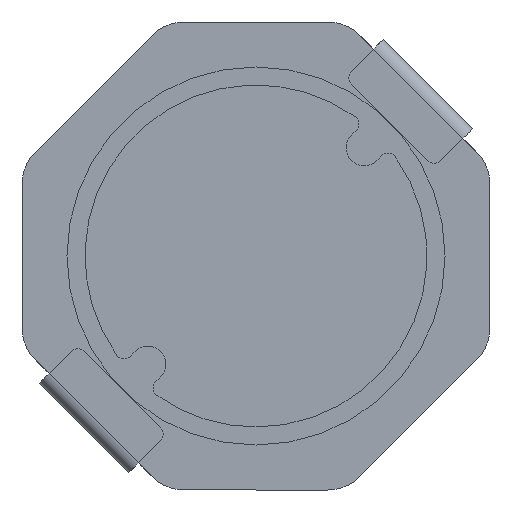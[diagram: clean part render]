
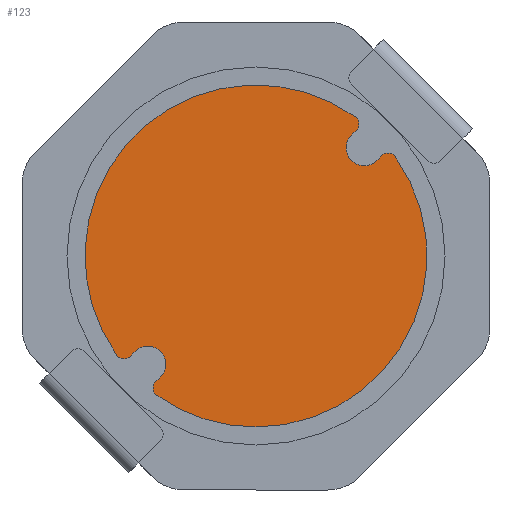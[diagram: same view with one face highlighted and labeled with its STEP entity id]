
A CAD part, front view. The second image highlights one B-rep face of the part: STEP entity #123.
In plain terms, the highlighted planar face has unit normal (0, -1, 0).
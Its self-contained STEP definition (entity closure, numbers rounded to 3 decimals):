
#17 = EDGE_CURVE ( 'NONE', #2191, #771, #1531, .T. ) ;
#18 = CIRCLE ( 'NONE', #1148, 0.1 ) ;
#102 = CARTESIAN_POINT ( 'NONE',  ( 1.344, 0.1, 1.061 ) ) ;
#113 = CARTESIAN_POINT ( 'NONE',  ( -1.344, 0.1, -1.061 ) ) ;
#123 = ADVANCED_FACE ( 'NONE', ( #2710 ), #2971, .F. ) ;
#162 = VERTEX_POINT ( 'NONE', #296 ) ;
#210 = ORIENTED_EDGE ( 'NONE', *, *, #17, .T. ) ;
#224 = EDGE_CURVE ( 'NONE', #1500, #1453, #3903, .T. ) ;
#249 = DIRECTION ( 'NONE',  ( 0.707, 0., 0.707 ) ) ;
#258 = ORIENTED_EDGE ( 'NONE', *, *, #4334, .T. ) ;
#266 = DIRECTION ( 'NONE',  ( 0., 0., -1. ) ) ;
#273 = CARTESIAN_POINT ( 'NONE',  ( 1.202, 0.1, 1.002 ) ) ;
#292 = CIRCLE ( 'NONE', #2347, 0.1 ) ;
#296 = CARTESIAN_POINT ( 'NONE',  ( 1.061, 0.1, 1.344 ) ) ;
#312 = AXIS2_PLACEMENT_3D ( 'NONE', #2963, #4288, #940 ) ;
#376 = CARTESIAN_POINT ( 'NONE',  ( 1.101, 0.1, 1.549 ) ) ;
#378 = ORIENTED_EDGE ( 'NONE', *, *, #2689, .T. ) ;
#462 = CARTESIAN_POINT ( 'NONE',  ( 1.396, 0.1, 1.114 ) ) ;
#512 = DIRECTION ( 'NONE',  ( 0., 0., 1. ) ) ;
#522 = CARTESIAN_POINT ( 'NONE',  ( 0., 0.1, 0. ) ) ;
#579 = EDGE_CURVE ( 'NONE', #4280, #2251, #957, .T. ) ;
#595 = EDGE_CURVE ( 'NONE', #3406, #162, #630, .T. ) ;
#614 = CIRCLE ( 'NONE', #4329, 1.9 ) ;
#630 = CIRCLE ( 'NONE', #312, 0.2 ) ;
#652 = VECTOR ( 'NONE', #249, 1000. ) ;
#656 = DIRECTION ( 'NONE',  ( 0., -1., 0. ) ) ;
#686 = ORIENTED_EDGE ( 'NONE', *, *, #3456, .T. ) ;
#716 = VERTEX_POINT ( 'NONE', #3641 ) ;
#771 = VERTEX_POINT ( 'NONE', #1337 ) ;
#799 = CARTESIAN_POINT ( 'NONE',  ( -1.467, 0.1, -1.043 ) ) ;
#824 = DIRECTION ( 'NONE',  ( 0., -1., 0. ) ) ;
#895 = DIRECTION ( 'NONE',  ( 0., 0., -1. ) ) ;
#925 = CARTESIAN_POINT ( 'NONE',  ( -1.114, 0.1, -1.396 ) ) ;
#940 = DIRECTION ( 'NONE',  ( 0., 0., -1. ) ) ;
#957 = LINE ( 'NONE', #462, #2298 ) ;
#964 = CARTESIAN_POINT ( 'NONE',  ( 2.1, 0.1, 0.799 ) ) ;
#999 = VECTOR ( 'NONE', #1579, 1000. ) ;
#1008 = VERTEX_POINT ( 'NONE', #1113 ) ;
#1016 = DIRECTION ( 'NONE',  ( 0., -1., 0. ) ) ;
#1054 = CARTESIAN_POINT ( 'NONE',  ( -1.467, 0.1, -1.043 ) ) ;
#1085 = LINE ( 'NONE', #1568, #652 ) ;
#1097 = DIRECTION ( 'NONE',  ( 0., -1., 0. ) ) ;
#1113 = CARTESIAN_POINT ( 'NONE',  ( -1.061, 0.1, -1.344 ) ) ;
#1148 = AXIS2_PLACEMENT_3D ( 'NONE', #2408, #1016, #2059 ) ;
#1150 = DIRECTION ( 'NONE',  ( 0., 0., -1. ) ) ;
#1321 = AXIS2_PLACEMENT_3D ( 'NONE', #2340, #4304, #266 ) ;
#1333 = DIRECTION ( 'NONE',  ( 0., -1., 0. ) ) ;
#1337 = CARTESIAN_POINT ( 'NONE',  ( -1.101, 0.1, -1.549 ) ) ;
#1378 = CARTESIAN_POINT ( 'NONE',  ( 1.114, 0.1, 1.396 ) ) ;
#1400 = EDGE_CURVE ( 'NONE', #3388, #2416, #292, .T. ) ;
#1435 = DIRECTION ( 'NONE',  ( 0.707, 0., 0.707 ) ) ;
#1453 = VERTEX_POINT ( 'NONE', #376 ) ;
#1500 = VERTEX_POINT ( 'NONE', #1378 ) ;
#1507 = LINE ( 'NONE', #3125, #2065 ) ;
#1511 = AXIS2_PLACEMENT_3D ( 'NONE', #4065, #656, #2049 ) ;
#1531 = CIRCLE ( 'NONE', #1321, 0.1 ) ;
#1534 = EDGE_CURVE ( 'NONE', #1453, #716, #2486, .T. ) ;
#1562 = CARTESIAN_POINT ( 'NONE',  ( 1.396, 0.1, 1.114 ) ) ;
#1568 = CARTESIAN_POINT ( 'NONE',  ( -1.396, 0.1, -1.114 ) ) ;
#1579 = DIRECTION ( 'NONE',  ( -0.707, 0., -0.707 ) ) ;
#1601 = AXIS2_PLACEMENT_3D ( 'NONE', #4196, #2553, #512 ) ;
#1650 = DIRECTION ( 'NONE',  ( 0., 0., 1. ) ) ;
#1762 = ORIENTED_EDGE ( 'NONE', *, *, #3970, .T. ) ;
#1801 = CIRCLE ( 'NONE', #2241, 0.1 ) ;
#1811 = DIRECTION ( 'NONE',  ( 0., 0., 1. ) ) ;
#1932 = EDGE_LOOP ( 'NONE', ( #4000, #2713, #4017, #3032, #4048, #1762, #2621, #4027, #378, #686, #210, #2203, #2436, #258, #3447 ) ) ;
#2011 = EDGE_CURVE ( 'NONE', #771, #4220, #614, .T. ) ;
#2049 = DIRECTION ( 'NONE',  ( 0., 0., -1. ) ) ;
#2059 = DIRECTION ( 'NONE',  ( 0., 0., 1. ) ) ;
#2065 = VECTOR ( 'NONE', #1435, 1000. ) ;
#2095 = EDGE_CURVE ( 'NONE', #162, #1500, #1507, .T. ) ;
#2191 = VERTEX_POINT ( 'NONE', #2211 ) ;
#2203 = ORIENTED_EDGE ( 'NONE', *, *, #2011, .T. ) ;
#2211 = CARTESIAN_POINT ( 'NONE',  ( -1.114, 0.1, -1.396 ) ) ;
#2241 = AXIS2_PLACEMENT_3D ( 'NONE', #799, #3797, #1811 ) ;
#2251 = VERTEX_POINT ( 'NONE', #102 ) ;
#2298 = VECTOR ( 'NONE', #2624, 1000. ) ;
#2340 = CARTESIAN_POINT ( 'NONE',  ( -1.043, 0.1, -1.467 ) ) ;
#2347 = AXIS2_PLACEMENT_3D ( 'NONE', #1054, #1097, #3412 ) ;
#2408 = CARTESIAN_POINT ( 'NONE',  ( 1.467, 0.1, 1.043 ) ) ;
#2416 = VERTEX_POINT ( 'NONE', #2676 ) ;
#2436 = ORIENTED_EDGE ( 'NONE', *, *, #2573, .T. ) ;
#2480 = CIRCLE ( 'NONE', #2990, 1.9 ) ;
#2484 = AXIS2_PLACEMENT_3D ( 'NONE', #4191, #3852, #3254 ) ;
#2486 = CIRCLE ( 'NONE', #2484, 1.9 ) ;
#2493 = LINE ( 'NONE', #925, #999 ) ;
#2553 = DIRECTION ( 'NONE',  ( 0., 1., 0. ) ) ;
#2573 = EDGE_CURVE ( 'NONE', #4220, #2978, #2480, .T. ) ;
#2621 = ORIENTED_EDGE ( 'NONE', *, *, #1400, .T. ) ;
#2624 = DIRECTION ( 'NONE',  ( -0.707, 0., -0.707 ) ) ;
#2675 = DIRECTION ( 'NONE',  ( 0., 1., 0. ) ) ;
#2676 = CARTESIAN_POINT ( 'NONE',  ( -1.396, 0.1, -1.114 ) ) ;
#2689 = EDGE_CURVE ( 'NONE', #2746, #1008, #3310, .T. ) ;
#2710 = FACE_OUTER_BOUND ( 'NONE', #1932, .T. ) ;
#2713 = ORIENTED_EDGE ( 'NONE', *, *, #595, .T. ) ;
#2746 = VERTEX_POINT ( 'NONE', #113 ) ;
#2783 = EDGE_CURVE ( 'NONE', #2416, #2746, #1085, .T. ) ;
#2963 = CARTESIAN_POINT ( 'NONE',  ( 1.202, 0.1, 1.202 ) ) ;
#2971 = PLANE ( 'NONE',  #3188 ) ;
#2978 = VERTEX_POINT ( 'NONE', #3700 ) ;
#2990 = AXIS2_PLACEMENT_3D ( 'NONE', #3369, #1333, #3691 ) ;
#3032 = ORIENTED_EDGE ( 'NONE', *, *, #224, .T. ) ;
#3125 = CARTESIAN_POINT ( 'NONE',  ( 1.114, 0.1, 1.396 ) ) ;
#3172 = CARTESIAN_POINT ( 'NONE',  ( 1.202, 0.1, 1.202 ) ) ;
#3188 = AXIS2_PLACEMENT_3D ( 'NONE', #964, #2675, #1650 ) ;
#3254 = DIRECTION ( 'NONE',  ( 0., 0., -1. ) ) ;
#3310 = CIRCLE ( 'NONE', #1601, 0.2 ) ;
#3369 = CARTESIAN_POINT ( 'NONE',  ( 0., 0.1, 0. ) ) ;
#3388 = VERTEX_POINT ( 'NONE', #3931 ) ;
#3406 = VERTEX_POINT ( 'NONE', #273 ) ;
#3412 = DIRECTION ( 'NONE',  ( 0., 0., 1. ) ) ;
#3427 = CIRCLE ( 'NONE', #4109, 0.2 ) ;
#3447 = ORIENTED_EDGE ( 'NONE', *, *, #579, .T. ) ;
#3456 = EDGE_CURVE ( 'NONE', #1008, #2191, #2493, .T. ) ;
#3641 = CARTESIAN_POINT ( 'NONE',  ( -1.549, 0.1, -1.101 ) ) ;
#3691 = DIRECTION ( 'NONE',  ( 0., 0., -1. ) ) ;
#3700 = CARTESIAN_POINT ( 'NONE',  ( 1.549, 0.1, 1.101 ) ) ;
#3797 = DIRECTION ( 'NONE',  ( 0., -1., 0. ) ) ;
#3852 = DIRECTION ( 'NONE',  ( 0., -1., 0. ) ) ;
#3903 = CIRCLE ( 'NONE', #1511, 0.1 ) ;
#3909 = EDGE_CURVE ( 'NONE', #2251, #3406, #3427, .T. ) ;
#3931 = CARTESIAN_POINT ( 'NONE',  ( -1.467, 0.1, -1.143 ) ) ;
#3970 = EDGE_CURVE ( 'NONE', #716, #3388, #1801, .T. ) ;
#4000 = ORIENTED_EDGE ( 'NONE', *, *, #3909, .T. ) ;
#4017 = ORIENTED_EDGE ( 'NONE', *, *, #2095, .T. ) ;
#4027 = ORIENTED_EDGE ( 'NONE', *, *, #2783, .T. ) ;
#4048 = ORIENTED_EDGE ( 'NONE', *, *, #1534, .T. ) ;
#4058 = CARTESIAN_POINT ( 'NONE',  ( 0., 0.1, -1.9 ) ) ;
#4065 = CARTESIAN_POINT ( 'NONE',  ( 1.043, 0.1, 1.467 ) ) ;
#4109 = AXIS2_PLACEMENT_3D ( 'NONE', #3172, #4146, #1150 ) ;
#4146 = DIRECTION ( 'NONE',  ( 0., 1., 0. ) ) ;
#4191 = CARTESIAN_POINT ( 'NONE',  ( 0., 0.1, 0. ) ) ;
#4196 = CARTESIAN_POINT ( 'NONE',  ( -1.202, 0.1, -1.202 ) ) ;
#4220 = VERTEX_POINT ( 'NONE', #4058 ) ;
#4280 = VERTEX_POINT ( 'NONE', #1562 ) ;
#4288 = DIRECTION ( 'NONE',  ( 0., 1., 0. ) ) ;
#4304 = DIRECTION ( 'NONE',  ( 0., -1., 0. ) ) ;
#4329 = AXIS2_PLACEMENT_3D ( 'NONE', #522, #824, #895 ) ;
#4334 = EDGE_CURVE ( 'NONE', #2978, #4280, #18, .T. ) ;
